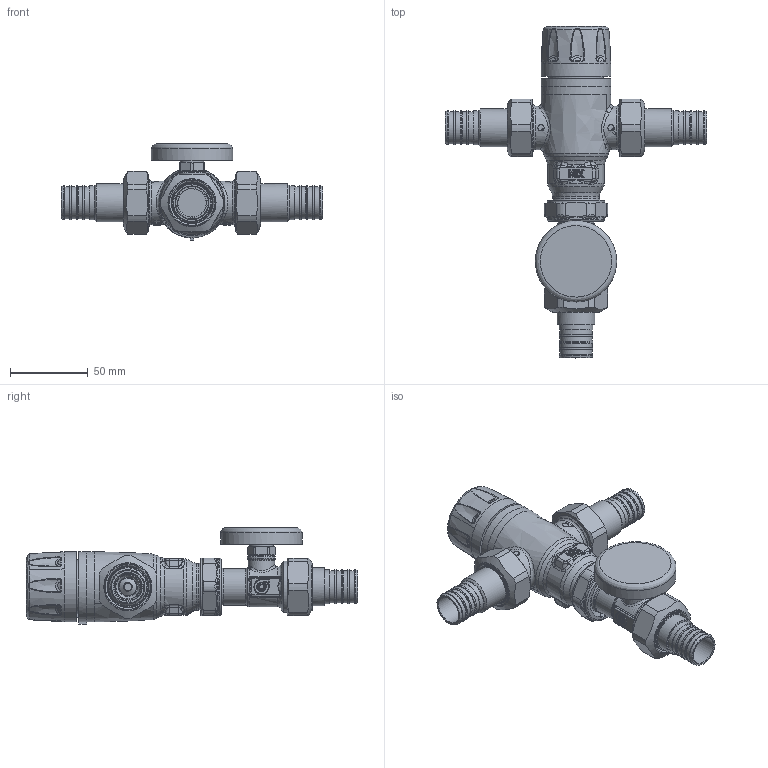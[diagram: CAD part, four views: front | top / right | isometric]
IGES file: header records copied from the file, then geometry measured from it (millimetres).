
Global section: file name: 521617AC_Simplify_1; native system: Autodesk Inventor 2025; preprocessor: unknown; author: ischreiner; date: 20250731.133453; units: inch
Bounding box: 168.35 x 213.69 x 61.89 mm (x, y, z)
Volume: 296691.7 mm3; surface area: 79774.9 mm2
Topology: 10 solids, 10 shells, 2393 faces, 5894 edges, 3466 vertices
Faces by surface type: bspline 2393
